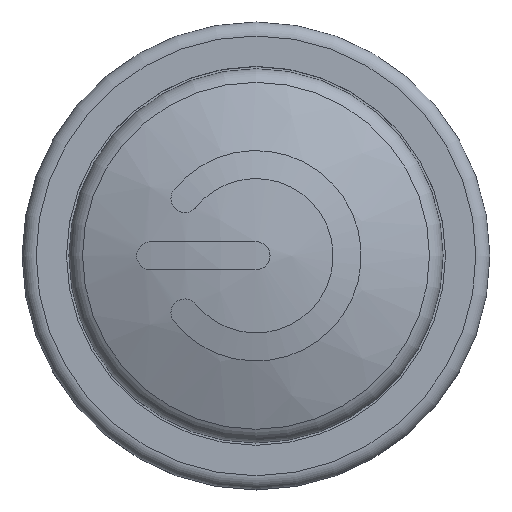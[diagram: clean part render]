
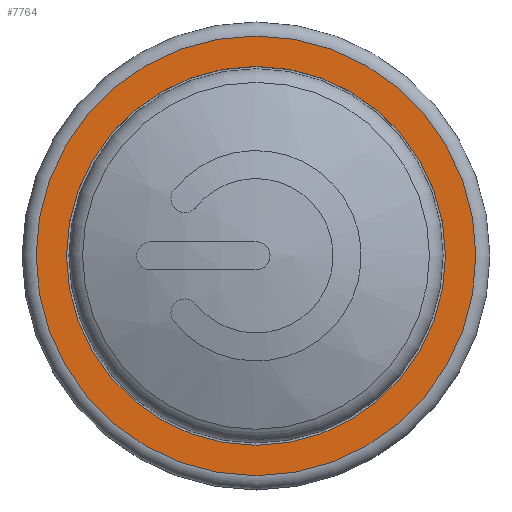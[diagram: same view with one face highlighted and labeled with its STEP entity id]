
A CAD part, top view. The second image highlights one B-rep face of the part: STEP entity #7764.
In plain terms, the highlighted planar face has unit normal (0, 0, 1).
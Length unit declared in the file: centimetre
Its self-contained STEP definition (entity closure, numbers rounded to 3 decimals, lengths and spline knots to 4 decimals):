
#123=CIRCLE('',#8186,0.47);
#125=CIRCLE('',#8190,0.405);
#250=FACE_BOUND('',#683,.T.);
#274=FACE_OUTER_BOUND('',#682,.T.);
#682=EDGE_LOOP('',(#5121));
#683=EDGE_LOOP('',(#5122));
#3172=VERTEX_POINT('',#10916);
#3174=VERTEX_POINT('',#10924);
#3932=EDGE_CURVE('',#3172,#3172,#123,.T.);
#3935=EDGE_CURVE('',#3174,#3174,#125,.T.);
#5121=ORIENTED_EDGE('',*,*,#3932,.F.);
#5122=ORIENTED_EDGE('',*,*,#3935,.T.);
#7435=PLANE('',#8189);
#7764=ADVANCED_FACE('',(#274,#250),#7435,.F.);
#8186=AXIS2_PLACEMENT_3D('',#10918,#8777,#8778);
#8189=AXIS2_PLACEMENT_3D('',#10923,#8784,#8785);
#8190=AXIS2_PLACEMENT_3D('',#10925,#8786,#8787);
#8777=DIRECTION('center_axis',(0.,0.,-1.));
#8778=DIRECTION('ref_axis',(0.,1.,0.));
#8784=DIRECTION('center_axis',(0.,0.,-1.));
#8785=DIRECTION('ref_axis',(0.,1.,0.));
#8786=DIRECTION('center_axis',(0.,0.,-1.));
#8787=DIRECTION('ref_axis',(0.,1.,0.));
#10916=CARTESIAN_POINT('',(0.,-0.47,0.81));
#10918=CARTESIAN_POINT('Origin',(0.,0.,0.81));
#10923=CARTESIAN_POINT('Origin',(0.,0.,0.81));
#10924=CARTESIAN_POINT('',(0.,-0.405,0.81));
#10925=CARTESIAN_POINT('Origin',(0.,0.,0.81));
